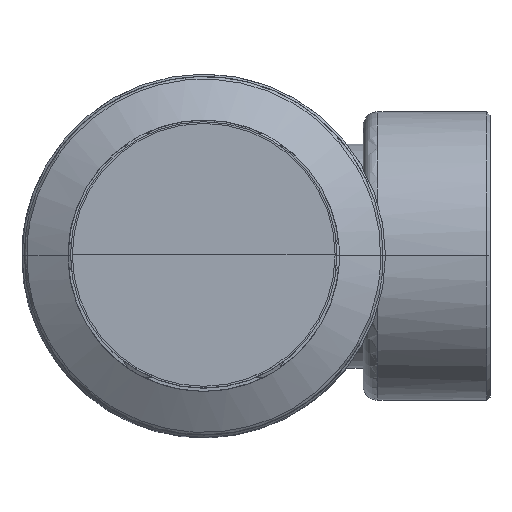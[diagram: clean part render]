
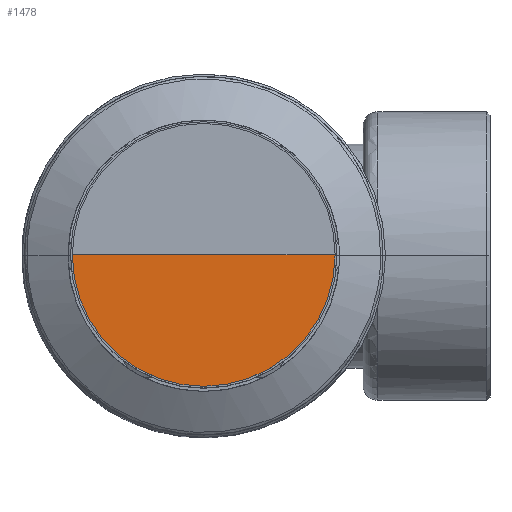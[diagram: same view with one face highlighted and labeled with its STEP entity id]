
A CAD part, top view. The second image highlights one B-rep face of the part: STEP entity #1478.
In plain terms, the highlighted planar face has unit normal (0, 0, 1).
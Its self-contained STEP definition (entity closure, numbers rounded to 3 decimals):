
#128=PLANE($,#1646);
#215=FACE_OUTER_BOUND($,#307,.T.);
#307=EDGE_LOOP($,(#1339,#1340,#1341));
#409=LINE($,#2674,#511);
#410=LINE($,#2675,#512);
#511=VECTOR($,#2062,26.4);
#512=VECTOR($,#2063,26.4);
#583=CIRCLE($,#1641,26.4);
#715=VERTEX_POINT($,#2661);
#716=VERTEX_POINT($,#2662);
#719=VERTEX_POINT($,#2673);
#921=EDGE_CURVE($,#715,#716,#583,.T.);
#927=EDGE_CURVE($,#715,#719,#409,.T.);
#928=EDGE_CURVE($,#719,#716,#410,.T.);
#1339=ORIENTED_EDGE($,*,*,#927,.F.);
#1340=ORIENTED_EDGE($,*,*,#921,.T.);
#1341=ORIENTED_EDGE($,*,*,#928,.F.);
#1478=ADVANCED_FACE($,(#215),#128,.F.);
#1641=AXIS2_PLACEMENT_3D($,#2663,#2048,#2049);
#1646=AXIS2_PLACEMENT_3D($,#2672,#2060,#2061);
#2048=DIRECTION('center_axis',(0.,0.,1.));
#2049=DIRECTION('ref_axis',(-1.,0.,0.));
#2060=DIRECTION('center_axis',(0.,0.,-1.));
#2061=DIRECTION('ref_axis',(-1.,0.,0.));
#2062=DIRECTION($,(1.,0.,0.));
#2063=DIRECTION($,(1.,0.,0.));
#2661=CARTESIAN_POINT('',(-26.4,0.,141.998));
#2662=CARTESIAN_POINT('',(26.4,0.,141.998));
#2663=CARTESIAN_POINT('Origin',(0.,0.,141.998));
#2672=CARTESIAN_POINT('Origin',(0.,0.,141.998));
#2673=CARTESIAN_POINT('',(0.,0.,141.998));
#2674=CARTESIAN_POINT($,(-26.4,0.,141.998));
#2675=CARTESIAN_POINT($,(0.,0.,141.998));
